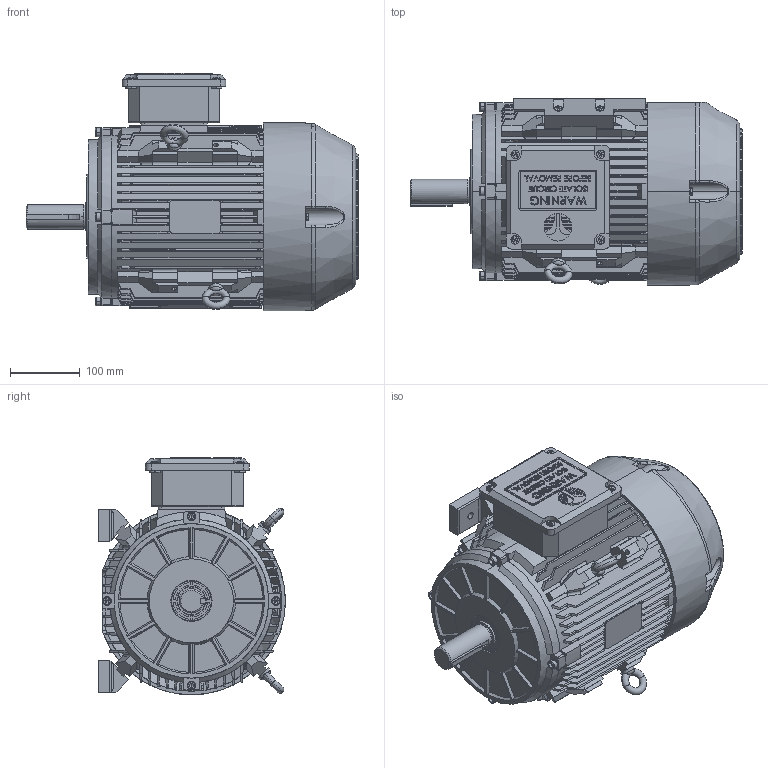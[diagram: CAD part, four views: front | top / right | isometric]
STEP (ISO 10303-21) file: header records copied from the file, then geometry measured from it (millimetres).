
FILE_DESCRIPTION (( 'STEP AP203' ), '1' );
FILE_NAME ('TFCR 213T ﾍ簟ﾎﾍｼF1.STEP', '2017-03-15T07:14:17', ( 'ﾎ｢ﾈ橆ﾃｻｧ' ), ( 'ﾎ｢ﾈ晥ｫﾋｾ' ), 'SwSTEP 2.0', 'SolidWorks 2008', '' );
FILE_SCHEMA (( 'CONFIG_CONTROL_DESIGN' ));
Length unit declared in the file: millimetre
Products named in the file (23): TC 132S B5 机座_默认; NEMA 213 底脚_默认; NEMA 180-210接线盒盖垫_默认; 新NEMA210T接线盒座_默认; 8_默认; 132后端盖螺栓_默认; 油封40-58-7_默认; 132风叶_默认; TFCR 213T 俋倛芞F1; TC 132 B3 端盖_默认; TX 132铸铁风罩2_默认; 吊环M8_默认; M5-8_默认; 210T平键_默认; 213T 转子_默认; 213T转轴_默认; 6308_默认; TFC210T 装配体_默认; ﾐﾂNEMA180-210Tｽﾓﾏﾟｺﾐｸﾇ_ﾄｬﾈﾏ; M5-12_默认; 180-210T接线盒座垫_默认; M8-30_默认; hexagon head bolts-full thread gb_GB_FASTENER_BOLT_STBAB A M6X16-N
Assembly tree (50 placements, depth 3):
  TFCR 213T 俋倛芞F1
    132后端盖螺栓_默认  x4
    hexagon head bolts-full thread gb_GB_FASTENER_BOLT_STBAB A M6X16-N  x4
    8_默认  x8
    吊环M8_默认  x2
    M8-30_默认  x8
    132风叶_默认
    213T 转子_默认
      6308_默认  x2
      213T转轴_默认
    210T平键_默认
    TC 132S B5 机座_默认
    TC 132 B3 端盖_默认  x2
    180-210T接线盒座垫_默认
    TX 132铸铁风罩2_默认
    油封40-58-7_默认  x2
    NEMA 213 底脚_默认  x2
    TFC210T 装配体_默认
      M5-12_默认  x4
      NEMA 180-210接线盒盖垫_默认
      新NEMA210T接线盒座_默认
      ﾐﾂNEMA180-210Tｽﾓﾏﾟｺﾐｸﾇ_ﾄｬﾈﾏ
    M5-8_默认
Bounding box: 477.1 x 268.34 x 341.5 mm (x, y, z)
Volume: 5148104.5 mm3; surface area: 1727355 mm2
Topology: 48 solids, 48 shells, 3777 faces, 9814 edges, 6218 vertices
Faces by surface type: plane 1777, cylinder 1115, cone 373, torus 265, bspline 245, sphere 2
Entity records: 113205 total; most frequent: CARTESIAN_POINT 39140, ORIENTED_EDGE 15600, DIRECTION 13631, EDGE_CURVE 7800, VERTEX_POINT 4995, AXIS2_PLACEMENT_3D 4715, VECTOR 4201, LINE 4201
